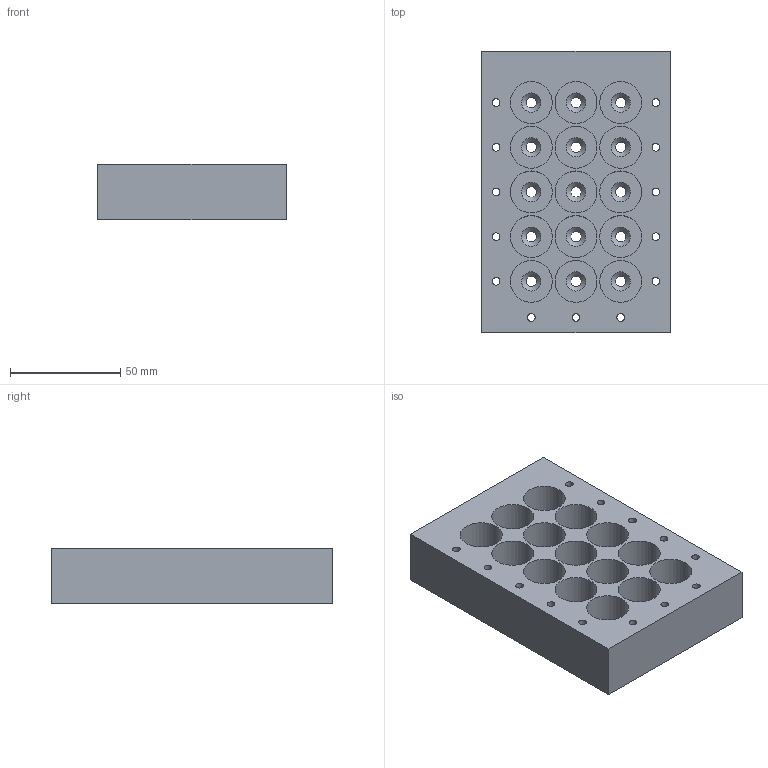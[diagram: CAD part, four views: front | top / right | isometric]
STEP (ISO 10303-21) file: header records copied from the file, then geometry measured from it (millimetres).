
FILE_DESCRIPTION(/* description */ (''),/* implementation_level */ '2;1');
FILE_NAME(/* name */ 'reactor v3.step',/* time_stamp */ '2024-02-14T14:13:49-05:00',/* author */ (''),/* organization */ (''),/* preprocessor_version */ 'ST-DEVELOPER v20',/* originating_system */ 'Autodesk Translation Framework v12.20.1.177',/* authorisation */ '');
FILE_SCHEMA (('AUTOMOTIVE_DESIGN { 1 0 10303 214 3 1 1 }'));
Length unit declared in the file: millimetre
Products named in the file (1): reactor
Bounding box: 85.5 x 127.75 x 25.4 mm (x, y, z)
Volume: 179829.9 mm3; surface area: 57737.3 mm2
Topology: 1 solids, 1 shells, 197 faces, 348 edges, 227 vertices
Faces by surface type: cylinder 102, plane 80, cone 15
Full cylindrical faces by diameter (mm): 3.505 x13, 4.763 x29, 7.938 x15, 9.525 x15, 12.7 x15, 19.05 x15
Entity records: 4993 total; most frequent: DIRECTION 963, CARTESIAN_POINT 773, ORIENTED_EDGE 696, AXIS2_PLACEMENT_3D 417, EDGE_CURVE 348, EDGE_LOOP 327, VERTEX_POINT 227, CIRCLE 219
